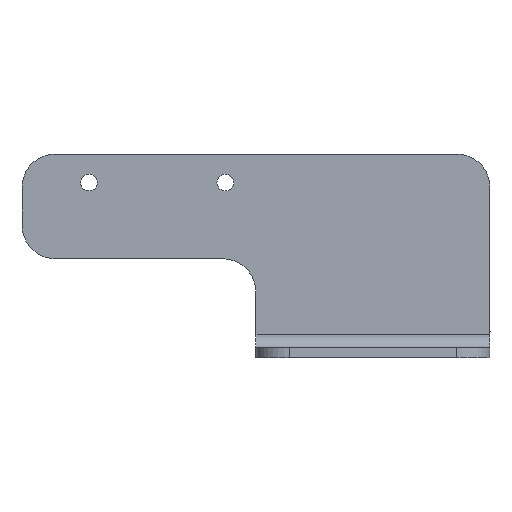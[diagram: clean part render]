
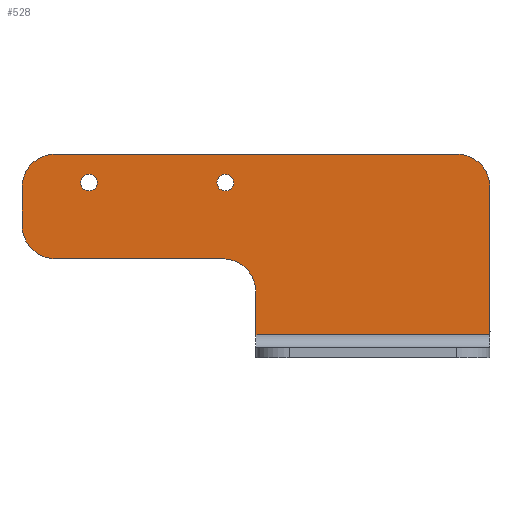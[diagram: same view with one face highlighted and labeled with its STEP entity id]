
A CAD part, front view. The second image highlights one B-rep face of the part: STEP entity #528.
In plain terms, the highlighted planar face has unit normal (0, -1, 0).
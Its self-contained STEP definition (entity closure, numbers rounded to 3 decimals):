
#15=FACE_BOUND('',#67,.T.);
#16=FACE_BOUND('',#68,.T.);
#22=PLANE('',#576);
#38=FACE_OUTER_BOUND('',#66,.T.);
#66=EDGE_LOOP('',(#371,#372,#373,#374,#375,#376,#377,#378,#379,#380));
#67=EDGE_LOOP('',(#381));
#68=EDGE_LOOP('',(#382));
#103=LINE('',#810,#153);
#106=LINE('',#821,#156);
#107=LINE('',#823,#157);
#108=LINE('',#825,#158);
#109=LINE('',#829,#159);
#110=LINE('',#832,#160);
#153=VECTOR('',#643,10.);
#156=VECTOR('',#654,10.);
#157=VECTOR('',#655,10.);
#158=VECTOR('',#656,10.);
#159=VECTOR('',#659,10.);
#160=VECTOR('',#662,10.);
#198=CIRCLE('',#569,5.);
#202=CIRCLE('',#575,5.);
#203=CIRCLE('',#577,5.);
#204=CIRCLE('',#578,5.);
#205=CIRCLE('',#579,1.25);
#206=CIRCLE('',#580,1.25);
#227=VERTEX_POINT('',#792);
#228=VERTEX_POINT('',#794);
#234=VERTEX_POINT('',#808);
#237=VERTEX_POINT('',#815);
#238=VERTEX_POINT('',#817);
#239=VERTEX_POINT('',#822);
#240=VERTEX_POINT('',#824);
#241=VERTEX_POINT('',#826);
#242=VERTEX_POINT('',#828);
#243=VERTEX_POINT('',#830);
#244=VERTEX_POINT('',#833);
#245=VERTEX_POINT('',#835);
#279=EDGE_CURVE('',#227,#228,#198,.T.);
#287=EDGE_CURVE('',#227,#234,#103,.T.);
#290=EDGE_CURVE('',#237,#238,#202,.T.);
#292=EDGE_CURVE('',#237,#228,#106,.T.);
#293=EDGE_CURVE('',#239,#234,#107,.T.);
#294=EDGE_CURVE('',#240,#239,#108,.T.);
#295=EDGE_CURVE('',#241,#240,#203,.T.);
#296=EDGE_CURVE('',#241,#242,#109,.T.);
#297=EDGE_CURVE('',#243,#242,#204,.T.);
#298=EDGE_CURVE('',#243,#238,#110,.T.);
#299=EDGE_CURVE('',#244,#244,#205,.T.);
#300=EDGE_CURVE('',#245,#245,#206,.T.);
#371=ORIENTED_EDGE('',*,*,#290,.F.);
#372=ORIENTED_EDGE('',*,*,#292,.T.);
#373=ORIENTED_EDGE('',*,*,#279,.F.);
#374=ORIENTED_EDGE('',*,*,#287,.T.);
#375=ORIENTED_EDGE('',*,*,#293,.F.);
#376=ORIENTED_EDGE('',*,*,#294,.F.);
#377=ORIENTED_EDGE('',*,*,#295,.F.);
#378=ORIENTED_EDGE('',*,*,#296,.T.);
#379=ORIENTED_EDGE('',*,*,#297,.F.);
#380=ORIENTED_EDGE('',*,*,#298,.T.);
#381=ORIENTED_EDGE('',*,*,#299,.T.);
#382=ORIENTED_EDGE('',*,*,#300,.T.);
#528=ADVANCED_FACE('',(#38,#15,#16),#22,.T.);
#569=AXIS2_PLACEMENT_3D('',#795,#630,#631);
#575=AXIS2_PLACEMENT_3D('',#818,#649,#650);
#576=AXIS2_PLACEMENT_3D('',#820,#652,#653);
#577=AXIS2_PLACEMENT_3D('',#827,#657,#658);
#578=AXIS2_PLACEMENT_3D('',#831,#660,#661);
#579=AXIS2_PLACEMENT_3D('',#834,#663,#664);
#580=AXIS2_PLACEMENT_3D('',#836,#665,#666);
#630=DIRECTION('center_axis',(0.,-1.,0.));
#631=DIRECTION('ref_axis',(0.707,0.,0.707));
#643=DIRECTION('',(0.,0.,-1.));
#649=DIRECTION('center_axis',(0.,1.,0.));
#650=DIRECTION('ref_axis',(-0.707,0.,-0.707));
#652=DIRECTION('center_axis',(0.,-1.,0.));
#653=DIRECTION('ref_axis',(-1.,0.,0.));
#654=DIRECTION('',(1.,0.,0.));
#655=DIRECTION('',(-1.,0.,0.));
#656=DIRECTION('',(0.,0.,-1.));
#657=DIRECTION('center_axis',(0.,1.,0.));
#658=DIRECTION('ref_axis',(0.707,0.,0.707));
#659=DIRECTION('',(-1.,0.,0.));
#660=DIRECTION('center_axis',(0.,1.,0.));
#661=DIRECTION('ref_axis',(-0.707,0.,0.707));
#662=DIRECTION('',(0.,0.,-1.));
#663=DIRECTION('center_axis',(0.,1.,0.));
#664=DIRECTION('ref_axis',(-1.,0.,0.));
#665=DIRECTION('center_axis',(0.,1.,0.));
#666=DIRECTION('ref_axis',(-1.,0.,0.));
#792=CARTESIAN_POINT('',(122.421,65.835,-8.908));
#794=CARTESIAN_POINT('',(117.421,65.835,-3.908));
#795=CARTESIAN_POINT('Origin',(117.421,65.835,-8.908));
#808=CARTESIAN_POINT('',(122.421,65.835,-15.241));
#810=CARTESIAN_POINT('',(122.421,65.835,4.259));
#815=CARTESIAN_POINT('',(92.421,65.835,-3.908));
#817=CARTESIAN_POINT('',(87.421,65.835,1.092));
#818=CARTESIAN_POINT('Origin',(92.421,65.835,1.092));
#820=CARTESIAN_POINT('Origin',(142.421,65.835,4.259));
#821=CARTESIAN_POINT('',(114.921,65.835,-3.908));
#822=CARTESIAN_POINT('',(157.421,65.835,-15.241));
#823=CARTESIAN_POINT('',(142.421,65.835,-15.241));
#824=CARTESIAN_POINT('',(157.421,65.835,6.759));
#825=CARTESIAN_POINT('',(157.421,65.835,4.259));
#826=CARTESIAN_POINT('',(152.421,65.835,11.759));
#827=CARTESIAN_POINT('Origin',(152.421,65.835,6.759));
#828=CARTESIAN_POINT('',(92.421,65.835,11.759));
#829=CARTESIAN_POINT('',(112.421,65.835,11.759));
#830=CARTESIAN_POINT('',(87.421,65.835,6.759));
#831=CARTESIAN_POINT('Origin',(92.421,65.835,6.759));
#832=CARTESIAN_POINT('',(87.421,65.835,4.259));
#833=CARTESIAN_POINT('',(119.08,65.835,7.482));
#834=CARTESIAN_POINT('Origin',(117.83,65.835,7.482));
#835=CARTESIAN_POINT('',(98.68,65.835,7.482));
#836=CARTESIAN_POINT('Origin',(97.43,65.835,7.482));
